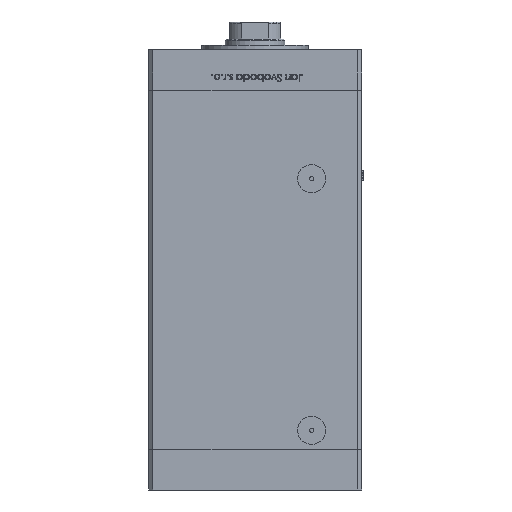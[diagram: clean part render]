
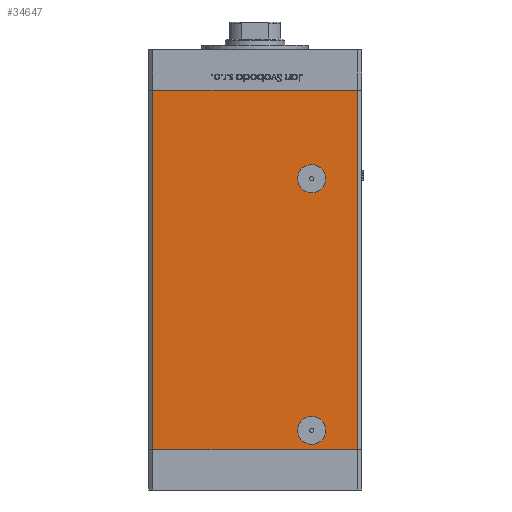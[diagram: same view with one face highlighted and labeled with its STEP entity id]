
A CAD part, front view. The second image highlights one B-rep face of the part: STEP entity #34647.
In plain terms, the highlighted planar face has unit normal (0, -1, 0).
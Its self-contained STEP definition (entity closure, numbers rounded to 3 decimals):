
#613 = AXIS2_PLACEMENT_3D ( 'NONE', #53775, #42236, #33842 ) ;
#1373 = CARTESIAN_POINT ( 'NONE',  ( -48., -43.5, 168.5 ) ) ;
#2583 = EDGE_CURVE ( 'NONE', #21232, #34219, #41511, .T. ) ;
#5554 = CARTESIAN_POINT ( 'NONE',  ( 26.5, -43.5, 9. ) ) ;
#5886 = AXIS2_PLACEMENT_3D ( 'NONE', #5554, #27285, #18385 ) ;
#6965 = VECTOR ( 'NONE', #35584, 1000. ) ;
#7810 = CARTESIAN_POINT ( 'NONE',  ( 26.5, -43.5, 120.42 ) ) ;
#8801 = CARTESIAN_POINT ( 'NONE',  ( 48., -43.5, 0. ) ) ;
#9740 = LINE ( 'NONE', #1373, #12045 ) ;
#11341 = EDGE_CURVE ( 'NONE', #19988, #51537, #30986, .T. ) ;
#11389 = EDGE_CURVE ( 'NONE', #23547, #32982, #40889, .T. ) ;
#12045 = VECTOR ( 'NONE', #47660, 1000. ) ;
#12313 = ORIENTED_EDGE ( 'NONE', *, *, #28036, .F. ) ;
#12676 = PLANE ( 'NONE',  #613 ) ;
#15562 = FACE_BOUND ( 'NONE', #22040, .T. ) ;
#16019 = CARTESIAN_POINT ( 'NONE',  ( 26.5, -43.5, 127. ) ) ;
#17967 = CARTESIAN_POINT ( 'NONE',  ( -48., -43.5, 168.5 ) ) ;
#18385 = DIRECTION ( 'NONE',  ( 0., 0., -1. ) ) ;
#19988 = VERTEX_POINT ( 'NONE', #26205 ) ;
#20240 = CARTESIAN_POINT ( 'NONE',  ( 26.5, -43.5, 9. ) ) ;
#20944 = EDGE_CURVE ( 'NONE', #42948, #28868, #21694, .T. ) ;
#20967 = EDGE_LOOP ( 'NONE', ( #54156, #35129, #42342, #38342 ) ) ;
#21232 = VERTEX_POINT ( 'NONE', #46014 ) ;
#21694 = LINE ( 'NONE', #34775, #27000 ) ;
#22040 = EDGE_LOOP ( 'NONE', ( #54288, #12313 ) ) ;
#23314 = CARTESIAN_POINT ( 'NONE',  ( -48., -43.5, 0. ) ) ;
#23331 = CARTESIAN_POINT ( 'NONE',  ( -48., -43.5, 168.5 ) ) ;
#23547 = VERTEX_POINT ( 'NONE', #17967 ) ;
#25785 = EDGE_CURVE ( 'NONE', #23547, #42948, #9740, .T. ) ;
#26205 = CARTESIAN_POINT ( 'NONE',  ( 26.5, -43.5, 133.58 ) ) ;
#27000 = VECTOR ( 'NONE', #30062, 1000. ) ;
#27285 = DIRECTION ( 'NONE',  ( 0., -1., 0. ) ) ;
#27759 = DIRECTION ( 'NONE',  ( 1., 0., 0. ) ) ;
#28036 = EDGE_CURVE ( 'NONE', #34219, #21232, #52184, .T. ) ;
#28319 = EDGE_LOOP ( 'NONE', ( #36225, #52709 ) ) ;
#28831 = DIRECTION ( 'NONE',  ( 0., 1., 0. ) ) ;
#28868 = VERTEX_POINT ( 'NONE', #8801 ) ;
#29300 = CARTESIAN_POINT ( 'NONE',  ( 48., -43.5, 168.5 ) ) ;
#30062 = DIRECTION ( 'NONE',  ( 0., 0., -1. ) ) ;
#30719 = CARTESIAN_POINT ( 'NONE',  ( 26.5, -43.5, 15.58 ) ) ;
#30986 = CIRCLE ( 'NONE', #46121, 6.58 ) ;
#31916 = AXIS2_PLACEMENT_3D ( 'NONE', #16019, #28831, #50321 ) ;
#32982 = VERTEX_POINT ( 'NONE', #38317 ) ;
#33842 = DIRECTION ( 'NONE',  ( 0., 0., 1. ) ) ;
#34219 = VERTEX_POINT ( 'NONE', #30719 ) ;
#34348 = AXIS2_PLACEMENT_3D ( 'NONE', #20240, #36397, #53989 ) ;
#34647 = ADVANCED_FACE ( 'NONE', ( #15562, #55068, #44851 ), #12676, .F. ) ;
#34775 = CARTESIAN_POINT ( 'NONE',  ( 48., -43.5, 168.5 ) ) ;
#35038 = DIRECTION ( 'NONE',  ( 0., 1., 0. ) ) ;
#35129 = ORIENTED_EDGE ( 'NONE', *, *, #20944, .F. ) ;
#35584 = DIRECTION ( 'NONE',  ( 0., 0., -1. ) ) ;
#35853 = EDGE_CURVE ( 'NONE', #32982, #28868, #52618, .T. ) ;
#36225 = ORIENTED_EDGE ( 'NONE', *, *, #39856, .T. ) ;
#36397 = DIRECTION ( 'NONE',  ( 0., -1., 0. ) ) ;
#38317 = CARTESIAN_POINT ( 'NONE',  ( -48., -43.5, 0. ) ) ;
#38342 = ORIENTED_EDGE ( 'NONE', *, *, #11389, .T. ) ;
#39856 = EDGE_CURVE ( 'NONE', #51537, #19988, #52464, .T. ) ;
#40889 = LINE ( 'NONE', #23331, #6965 ) ;
#41511 = CIRCLE ( 'NONE', #5886, 6.58 ) ;
#42236 = DIRECTION ( 'NONE',  ( 0., 1., 0. ) ) ;
#42342 = ORIENTED_EDGE ( 'NONE', *, *, #25785, .F. ) ;
#42948 = VERTEX_POINT ( 'NONE', #29300 ) ;
#43395 = VECTOR ( 'NONE', #27759, 1000. ) ;
#43429 = CARTESIAN_POINT ( 'NONE',  ( 26.5, -43.5, 127. ) ) ;
#44851 = FACE_BOUND ( 'NONE', #28319, .T. ) ;
#46014 = CARTESIAN_POINT ( 'NONE',  ( 26.5, -43.5, 2.42 ) ) ;
#46121 = AXIS2_PLACEMENT_3D ( 'NONE', #43429, #35038, #52082 ) ;
#47660 = DIRECTION ( 'NONE',  ( 1., 0., 0. ) ) ;
#50321 = DIRECTION ( 'NONE',  ( 0., 0., -1. ) ) ;
#51537 = VERTEX_POINT ( 'NONE', #7810 ) ;
#52082 = DIRECTION ( 'NONE',  ( 0., 0., -1. ) ) ;
#52184 = CIRCLE ( 'NONE', #34348, 6.58 ) ;
#52464 = CIRCLE ( 'NONE', #31916, 6.58 ) ;
#52618 = LINE ( 'NONE', #23314, #43395 ) ;
#52709 = ORIENTED_EDGE ( 'NONE', *, *, #11341, .T. ) ;
#53775 = CARTESIAN_POINT ( 'NONE',  ( -48., -43.5, 168.5 ) ) ;
#53989 = DIRECTION ( 'NONE',  ( 0., 0., -1. ) ) ;
#54156 = ORIENTED_EDGE ( 'NONE', *, *, #35853, .T. ) ;
#54288 = ORIENTED_EDGE ( 'NONE', *, *, #2583, .F. ) ;
#55068 = FACE_OUTER_BOUND ( 'NONE', #20967, .T. ) ;
